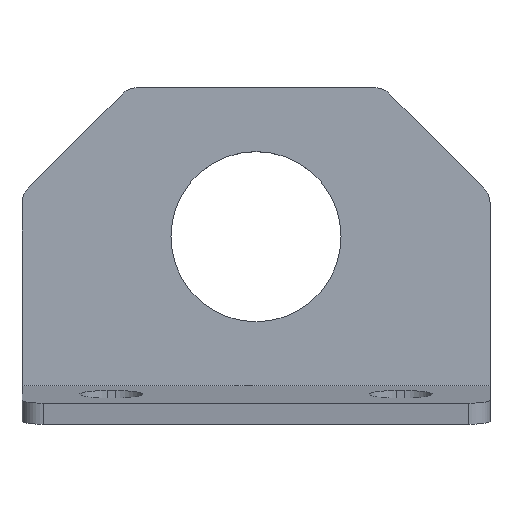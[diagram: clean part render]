
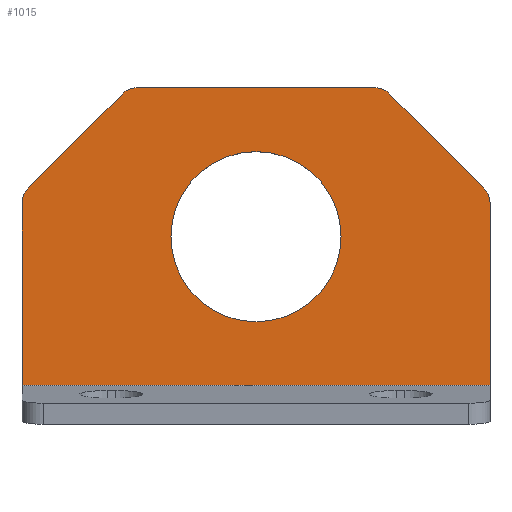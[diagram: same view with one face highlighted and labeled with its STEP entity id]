
A CAD part, top view. The second image highlights one B-rep face of the part: STEP entity #1015.
In plain terms, the highlighted planar face has unit normal (0, 0, 1).
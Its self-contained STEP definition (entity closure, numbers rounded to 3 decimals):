
#5 = VECTOR ( 'NONE', #808, 1000. ) ;
#9 = AXIS2_PLACEMENT_3D ( 'NONE', #543, #532, #529 ) ;
#19 = CIRCLE ( 'NONE', #158, 5. ) ;
#28 = AXIS2_PLACEMENT_3D ( 'NONE', #821, #820, #819 ) ;
#29 = AXIS2_PLACEMENT_3D ( 'NONE', #586, #585, #580 ) ;
#37 = CIRCLE ( 'NONE', #28, 20. ) ;
#40 = AXIS2_PLACEMENT_3D ( 'NONE', #796, #795, #794 ) ;
#49 = CIRCLE ( 'NONE', #29, 20. ) ;
#61 = CIRCLE ( 'NONE', #80, 5. ) ;
#77 = CIRCLE ( 'NONE', #40, 5. ) ;
#78 = VECTOR ( 'NONE', #799, 1000. ) ;
#79 = CIRCLE ( 'NONE', #82, 5. ) ;
#80 = AXIS2_PLACEMENT_3D ( 'NONE', #804, #802, #801 ) ;
#81 = VECTOR ( 'NONE', #790, 1000. ) ;
#82 = AXIS2_PLACEMENT_3D ( 'NONE', #786, #785, #784 ) ;
#83 = VECTOR ( 'NONE', #783, 1000. ) ;
#114 = VECTOR ( 'NONE', #752, 1000. ) ;
#153 = VECTOR ( 'NONE', #565, 1000. ) ;
#158 = AXIS2_PLACEMENT_3D ( 'NONE', #816, #813, #812 ) ;
#226 = CARTESIAN_POINT ( 'NONE',  ( 31.464, 33.536, 0. ) ) ;
#227 = CARTESIAN_POINT ( 'NONE',  ( -27.929, 35., 0. ) ) ;
#233 = CARTESIAN_POINT ( 'NONE',  ( 53.536, 11.464, 0. ) ) ;
#242 = CARTESIAN_POINT ( 'NONE',  ( 55., 7.929, 0. ) ) ;
#243 = CARTESIAN_POINT ( 'NONE',  ( 55., -34.913, 0. ) ) ;
#244 = CARTESIAN_POINT ( 'NONE',  ( 20., 0., 0. ) ) ;
#245 = CARTESIAN_POINT ( 'NONE',  ( 27.929, 35., 0. ) ) ;
#251 = CARTESIAN_POINT ( 'NONE',  ( -53.536, 11.464, 0. ) ) ;
#254 = CARTESIAN_POINT ( 'NONE',  ( -55., 7.929, 0. ) ) ;
#255 = CARTESIAN_POINT ( 'NONE',  ( -55., -34.913, 0. ) ) ;
#256 = CARTESIAN_POINT ( 'NONE',  ( -31.464, 33.536, 0. ) ) ;
#257 = CARTESIAN_POINT ( 'NONE',  ( -20., 0., 0. ) ) ;
#276 = ORIENTED_EDGE ( 'NONE', *, *, #948, .F. ) ;
#277 = ORIENTED_EDGE ( 'NONE', *, *, #930, .F. ) ;
#278 = ORIENTED_EDGE ( 'NONE', *, *, #935, .T. ) ;
#279 = ORIENTED_EDGE ( 'NONE', *, *, #949, .T. ) ;
#280 = ORIENTED_EDGE ( 'NONE', *, *, #950, .F. ) ;
#281 = ORIENTED_EDGE ( 'NONE', *, *, #951, .T. ) ;
#282 = ORIENTED_EDGE ( 'NONE', *, *, #952, .T. ) ;
#283 = ORIENTED_EDGE ( 'NONE', *, *, #953, .T. ) ;
#284 = ORIENTED_EDGE ( 'NONE', *, *, #954, .F. ) ;
#285 = ORIENTED_EDGE ( 'NONE', *, *, #955, .T. ) ;
#286 = ORIENTED_EDGE ( 'NONE', *, *, #956, .T. ) ;
#287 = ORIENTED_EDGE ( 'NONE', *, *, #957, .F. ) ;
#310 = VERTEX_POINT ( 'NONE', #256 ) ;
#311 = VERTEX_POINT ( 'NONE', #255 ) ;
#312 = VERTEX_POINT ( 'NONE', #254 ) ;
#317 = VERTEX_POINT ( 'NONE', #257 ) ;
#320 = VERTEX_POINT ( 'NONE', #251 ) ;
#326 = VERTEX_POINT ( 'NONE', #245 ) ;
#327 = VERTEX_POINT ( 'NONE', #244 ) ;
#328 = VERTEX_POINT ( 'NONE', #243 ) ;
#329 = VERTEX_POINT ( 'NONE', #242 ) ;
#338 = VERTEX_POINT ( 'NONE', #233 ) ;
#344 = VERTEX_POINT ( 'NONE', #227 ) ;
#346 = VERTEX_POINT ( 'NONE', #226 ) ;
#483 = EDGE_LOOP ( 'NONE', ( #278, #279, #280, #281, #282, #283, #284, #285, #286, #287 ) ) ;
#515 = EDGE_LOOP ( 'NONE', ( #276, #277 ) ) ;
#525 = FACE_OUTER_BOUND ( 'NONE', #483, .T. ) ;
#529 = DIRECTION ( 'NONE',  ( 1., 0., 0. ) ) ;
#532 = DIRECTION ( 'NONE',  ( 0., 0., 1. ) ) ;
#533 = PLANE ( 'NONE',  #9 ) ;
#535 = FACE_BOUND ( 'NONE', #515, .T. ) ;
#543 = CARTESIAN_POINT ( 'NONE',  ( -55., -35., 0. ) ) ;
#565 = DIRECTION ( 'NONE',  ( 0., 1., 0. ) ) ;
#566 = CARTESIAN_POINT ( 'NONE',  ( 55., 35., 0. ) ) ;
#568 = LINE ( 'NONE', #566, #153 ) ;
#580 = DIRECTION ( 'NONE',  ( 1., 0., 0. ) ) ;
#585 = DIRECTION ( 'NONE',  ( 0., 0., 1. ) ) ;
#586 = CARTESIAN_POINT ( 'NONE',  ( 0., 0., 0. ) ) ;
#751 = CARTESIAN_POINT ( 'NONE',  ( 55., -34.913, 0. ) ) ;
#752 = DIRECTION ( 'NONE',  ( -1., 0., 0. ) ) ;
#782 = LINE ( 'NONE', #751, #114 ) ;
#783 = DIRECTION ( 'NONE',  ( 0., -1., 0. ) ) ;
#784 = DIRECTION ( 'NONE',  ( 1., 0., 0. ) ) ;
#785 = DIRECTION ( 'NONE',  ( 0., 0., 1. ) ) ;
#786 = CARTESIAN_POINT ( 'NONE',  ( -50., 7.929, 0. ) ) ;
#790 = DIRECTION ( 'NONE',  ( 0.707, 0.707, 0. ) ) ;
#791 = LINE ( 'NONE', #798, #83 ) ;
#794 = DIRECTION ( 'NONE',  ( 1., 0., 0. ) ) ;
#795 = DIRECTION ( 'NONE',  ( 0., 0., 1. ) ) ;
#796 = CARTESIAN_POINT ( 'NONE',  ( -27.929, 30., 0. ) ) ;
#798 = CARTESIAN_POINT ( 'NONE',  ( -55., 35., 0. ) ) ;
#799 = DIRECTION ( 'NONE',  ( -1., 0., 0. ) ) ;
#801 = DIRECTION ( 'NONE',  ( 1., 0., 0. ) ) ;
#802 = DIRECTION ( 'NONE',  ( 0., 0., 1. ) ) ;
#804 = CARTESIAN_POINT ( 'NONE',  ( 27.929, 30., 0. ) ) ;
#805 = CARTESIAN_POINT ( 'NONE',  ( -30., 35., 0. ) ) ;
#806 = LINE ( 'NONE', #805, #81 ) ;
#808 = DIRECTION ( 'NONE',  ( 0.707, -0.707, 0. ) ) ;
#811 = LINE ( 'NONE', #817, #78 ) ;
#812 = DIRECTION ( 'NONE',  ( 1., 0., 0. ) ) ;
#813 = DIRECTION ( 'NONE',  ( 0., 0., 1. ) ) ;
#816 = CARTESIAN_POINT ( 'NONE',  ( 50., 7.929, 0. ) ) ;
#817 = CARTESIAN_POINT ( 'NONE',  ( -55., 35., 0. ) ) ;
#819 = DIRECTION ( 'NONE',  ( 1., 0., 0. ) ) ;
#820 = DIRECTION ( 'NONE',  ( 0., 0., 1. ) ) ;
#821 = CARTESIAN_POINT ( 'NONE',  ( 0., 0., 0. ) ) ;
#824 = CARTESIAN_POINT ( 'NONE',  ( 30., 35., 0. ) ) ;
#825 = LINE ( 'NONE', #824, #5 ) ;
#930 = EDGE_CURVE ( 'NONE', #317, #327, #49, .T. ) ;
#935 = EDGE_CURVE ( 'NONE', #328, #329, #568, .T. ) ;
#948 = EDGE_CURVE ( 'NONE', #327, #317, #37, .T. ) ;
#949 = EDGE_CURVE ( 'NONE', #329, #338, #19, .T. ) ;
#950 = EDGE_CURVE ( 'NONE', #346, #338, #825, .T. ) ;
#951 = EDGE_CURVE ( 'NONE', #346, #326, #61, .T. ) ;
#952 = EDGE_CURVE ( 'NONE', #326, #344, #811, .T. ) ;
#953 = EDGE_CURVE ( 'NONE', #344, #310, #77, .T. ) ;
#954 = EDGE_CURVE ( 'NONE', #320, #310, #806, .T. ) ;
#955 = EDGE_CURVE ( 'NONE', #320, #312, #79, .T. ) ;
#956 = EDGE_CURVE ( 'NONE', #312, #311, #791, .T. ) ;
#957 = EDGE_CURVE ( 'NONE', #328, #311, #782, .T. ) ;
#1015 = ADVANCED_FACE ( 'NONE', ( #535, #525 ), #533, .T. ) ;
